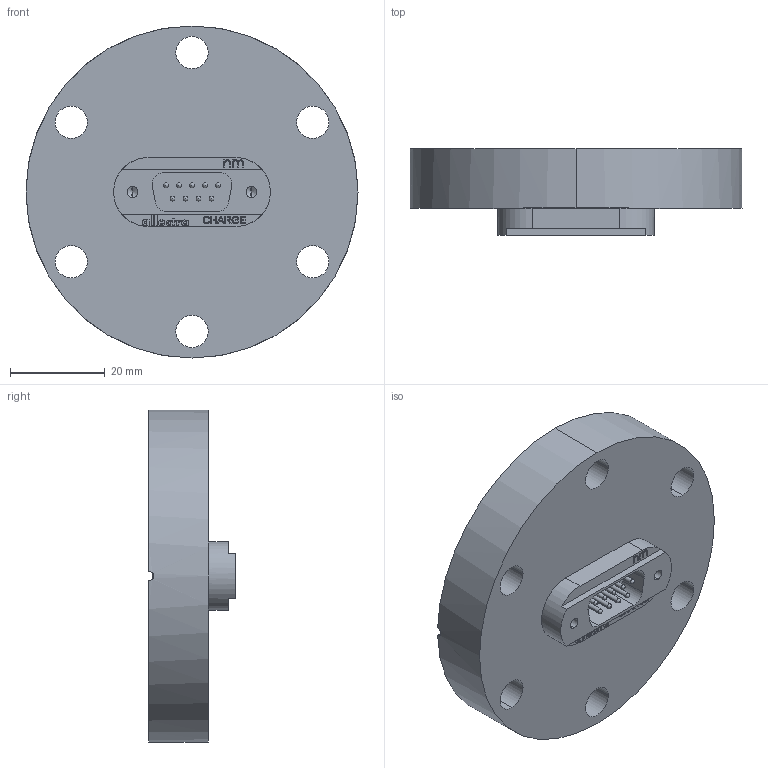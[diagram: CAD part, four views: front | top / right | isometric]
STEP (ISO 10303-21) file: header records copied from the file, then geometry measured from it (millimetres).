
FILE_DESCRIPTION (( 'STEP AP214' ), '1' );
FILE_NAME ('210-D09-C40-NM.step', '2025-02-17T20:18:24', ( '' ), ( '' ), 'SwSTEP 2.0', 'SolidWorks 2022', '' );
FILE_SCHEMA (( 'AUTOMOTIVE_DESIGN' ));
Length unit declared in the file: millimetre
Products named in the file (5): 9210-PIN-SUB-D-WCU-R_Pin vergoldet; 9210-D09-C40-NM_415-CB40-LN; 218-D9-37-SS-NM_218-D09-SS-NM; 210-D09-C40-NM; 9218-D9-37-SS-NM_9pin 1mm beschr.
Assembly tree (12 placements, depth 3):
  210-D09-C40-NM
    9210-D09-C40-NM_415-CB40-LN
    218-D9-37-SS-NM_218-D09-SS-NM
      9218-D9-37-SS-NM_9pin 1mm beschr.
      9210-PIN-SUB-D-WCU-R_Pin vergoldet  x9
Bounding box: 69.9 x 18.2 x 69.9 mm (x, y, z)
Volume: 43074 mm3; surface area: 15650 mm2
Topology: 11 solids, 11 shells, 369 faces, 1007 edges, 660 vertices
Faces by surface type: plane 171, cylinder 122, bspline 42, sphere 18, cone 12, torus 4
Entity records: 13219 total; most frequent: CARTESIAN_POINT 4514, ORIENTED_EDGE 1794, DIRECTION 1657, EDGE_CURVE 897, VERTEX_POINT 592, LINE 583, VECTOR 583, AXIS2_PLACEMENT_3D 537
